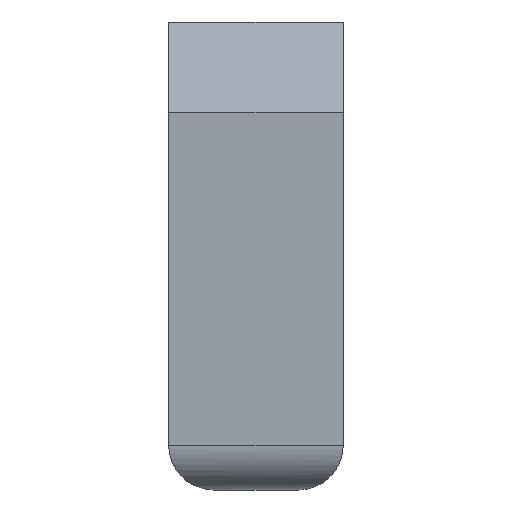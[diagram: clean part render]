
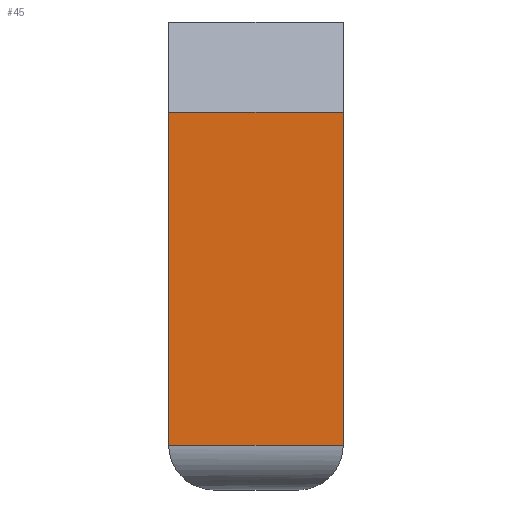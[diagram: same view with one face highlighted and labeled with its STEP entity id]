
A CAD part, top view. The second image highlights one B-rep face of the part: STEP entity #45.
In plain terms, the highlighted planar face has unit normal (0, 0, 1).
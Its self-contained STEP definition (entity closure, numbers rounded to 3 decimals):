
#45=ADVANCED_FACE('',(#63),#56,.T.);
#56=PLANE('',#276);
#63=FACE_OUTER_BOUND('',#74,.T.);
#74=EDGE_LOOP('',(#99,#100,#101,#102));
#99=ORIENTED_EDGE('',*,*,#157,.F.);
#100=ORIENTED_EDGE('',*,*,#146,.T.);
#101=ORIENTED_EDGE('',*,*,#158,.T.);
#102=ORIENTED_EDGE('',*,*,#142,.T.);
#127=VERTEX_POINT('',#357);
#129=VERTEX_POINT('',#360);
#132=VERTEX_POINT('',#368);
#133=VERTEX_POINT('',#369);
#142=EDGE_CURVE('',#129,#127,#193,.T.);
#146=EDGE_CURVE('',#132,#133,#197,.T.);
#157=EDGE_CURVE('',#132,#127,#208,.T.);
#158=EDGE_CURVE('',#133,#129,#209,.T.);
#193=LINE('',#359,#219);
#197=LINE('',#367,#223);
#208=LINE('',#390,#234);
#209=LINE('',#391,#235);
#219=VECTOR('',#297,1.);
#223=VECTOR('',#303,1.);
#234=VECTOR('',#320,1.);
#235=VECTOR('',#321,1.);
#276=AXIS2_PLACEMENT_3D('',#392,#322,#323);
#297=DIRECTION('',(0.,1.,0.));
#303=DIRECTION('',(0.,-1.,0.));
#320=DIRECTION('',(1.,0.,0.));
#321=DIRECTION('',(1.,0.,0.));
#322=DIRECTION('',(0.,0.,1.));
#323=DIRECTION('',(1.,0.,0.));
#357=CARTESIAN_POINT('',(389.,842.8,288.));
#359=CARTESIAN_POINT('',(389.,0.,288.));
#360=CARTESIAN_POINT('',(389.,100.,288.));
#367=CARTESIAN_POINT('',(0.,1044.,288.));
#368=CARTESIAN_POINT('',(0.,842.8,288.));
#369=CARTESIAN_POINT('',(0.,100.,288.));
#390=CARTESIAN_POINT('',(0.,842.8,288.));
#391=CARTESIAN_POINT('',(389.,100.,288.));
#392=CARTESIAN_POINT('',(0.,0.,288.));
